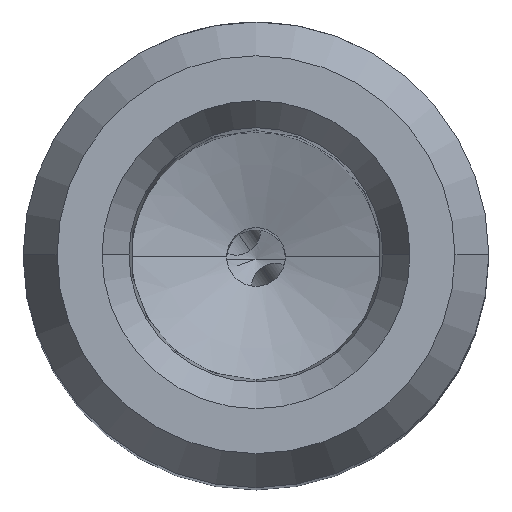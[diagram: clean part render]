
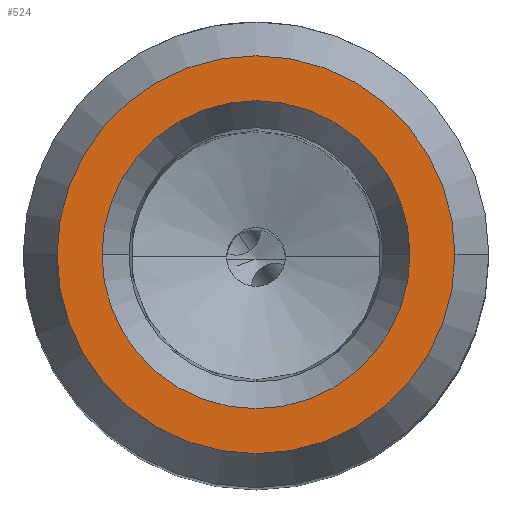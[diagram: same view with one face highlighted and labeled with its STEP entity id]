
A CAD part, top view. The second image highlights one B-rep face of the part: STEP entity #524.
In plain terms, the highlighted planar face has unit normal (0, 0, 1).
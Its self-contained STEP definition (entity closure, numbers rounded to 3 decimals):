
#81=FACE_BOUND('',#933,.T.);
#82=FACE_BOUND('',#934,.T.);
#196=PLANE('',#3723);
#524=ADVANCED_FACE('',(#81,#82),#196,.T.);
#933=EDGE_LOOP('',(#1566,#1567));
#934=EDGE_LOOP('',(#1568,#1569));
#1566=ORIENTED_EDGE('',*,*,#2981,.F.);
#1567=ORIENTED_EDGE('',*,*,#2989,.F.);
#1568=ORIENTED_EDGE('',*,*,#2990,.F.);
#1569=ORIENTED_EDGE('',*,*,#2991,.F.);
#2588=VERTEX_POINT('',#5039);
#2590=VERTEX_POINT('',#5042);
#2594=VERTEX_POINT('',#5065);
#2595=VERTEX_POINT('',#5066);
#2981=EDGE_CURVE('',#2588,#2590,#3465,.T.);
#2989=EDGE_CURVE('',#2590,#2588,#3470,.T.);
#2990=EDGE_CURVE('',#2594,#2595,#3471,.T.);
#2991=EDGE_CURVE('',#2595,#2594,#3472,.T.);
#3465=CIRCLE('',#3711,5.25);
#3470=CIRCLE('',#3719,5.25);
#3471=CIRCLE('',#3721,6.783);
#3472=CIRCLE('',#3722,6.783);
#3711=AXIS2_PLACEMENT_3D('',#5041,#4116,#4117);
#3719=AXIS2_PLACEMENT_3D('',#5062,#4133,#4134);
#3721=AXIS2_PLACEMENT_3D('',#5064,#4137,#4138);
#3722=AXIS2_PLACEMENT_3D('',#5067,#4139,#4140);
#3723=AXIS2_PLACEMENT_3D('',#5068,#4141,#4142);
#4116=DIRECTION('',(0.,0.,1.));
#4117=DIRECTION('',(1.,0.,0.));
#4133=DIRECTION('',(0.,0.,1.));
#4134=DIRECTION('',(-1.,0.,0.));
#4137=DIRECTION('',(0.,0.,-1.));
#4138=DIRECTION('',(1.,0.,0.));
#4139=DIRECTION('',(0.,0.,-1.));
#4140=DIRECTION('',(-1.,0.,0.));
#4141=DIRECTION('',(0.,0.,1.));
#4142=DIRECTION('',(-1.,0.,0.));
#5039=CARTESIAN_POINT('',(5.25,0.,24.5));
#5041=CARTESIAN_POINT('',(0.,0.,24.5));
#5042=CARTESIAN_POINT('',(-5.25,0.,24.5));
#5062=CARTESIAN_POINT('',(0.,0.,24.5));
#5064=CARTESIAN_POINT('',(0.,0.,24.5));
#5065=CARTESIAN_POINT('',(6.783,0.,24.5));
#5066=CARTESIAN_POINT('',(-6.783,0.,24.5));
#5067=CARTESIAN_POINT('',(0.,0.,24.5));
#5068=CARTESIAN_POINT('',(0.,0.,24.5));
